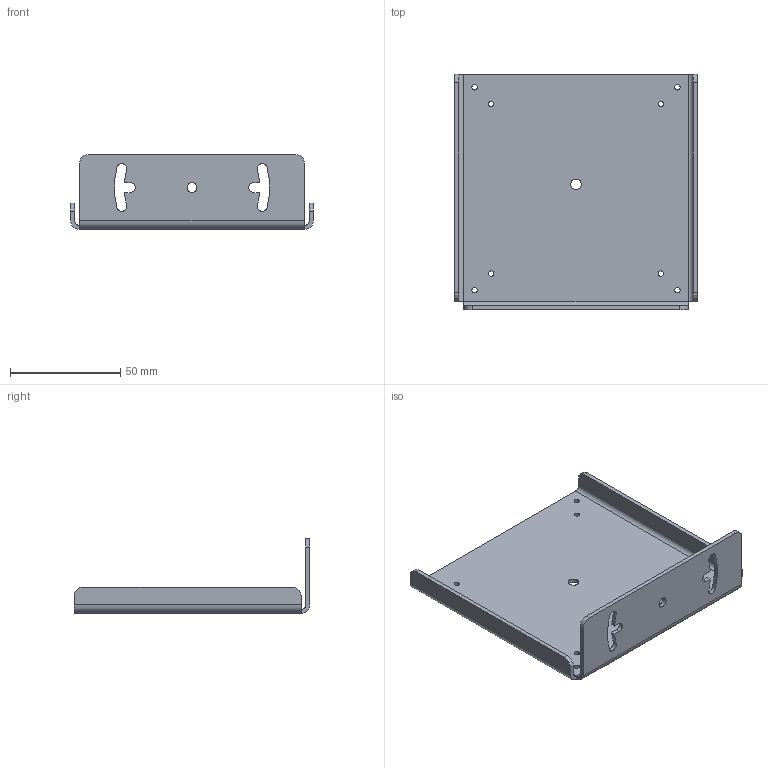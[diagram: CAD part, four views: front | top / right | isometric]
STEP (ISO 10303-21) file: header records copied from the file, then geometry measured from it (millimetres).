
FILE_DESCRIPTION((''),'2;1');
FILE_NAME('141610_SW','2008-08-08T',('banengservice'),('BANNER ENGINEERING'),'PRO/ENGINEER BY PARAMETRIC TECHNOLOGY CORPORATION, 2006170','PRO/ENGINEER BY PARAMETRIC TECHNOLOGY CORPORATION, 2006170','');
FILE_SCHEMA(('CONFIG_CONTROL_DESIGN'));
Length unit declared in the file: inch
Products named in the file (1): 141610_SW
Bounding box: 110 x 107 x 34 mm (x, y, z)
Volume: 30493.6 mm3; surface area: 34153.6 mm2
Topology: 1 solids, 1 shells, 64 faces, 186 edges, 124 vertices
Faces by surface type: cylinder 44, plane 20
Entity records: 2246 total; most frequent: DIRECTION 402, CARTESIAN_POINT 374, ORIENTED_EDGE 372, EDGE_CURVE 186, AXIS2_PLACEMENT_3D 152, VERTEX_POINT 124, VECTOR 98, LINE 98
